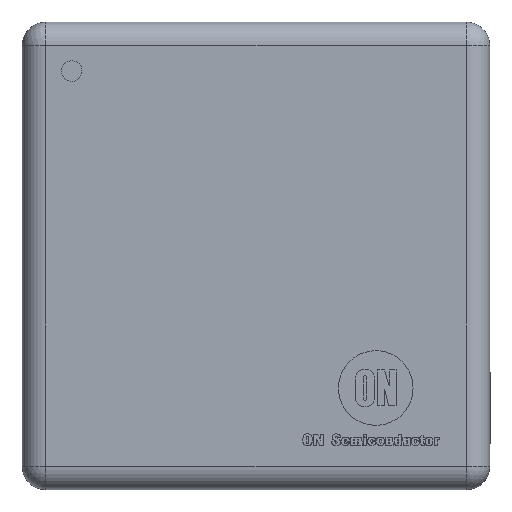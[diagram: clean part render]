
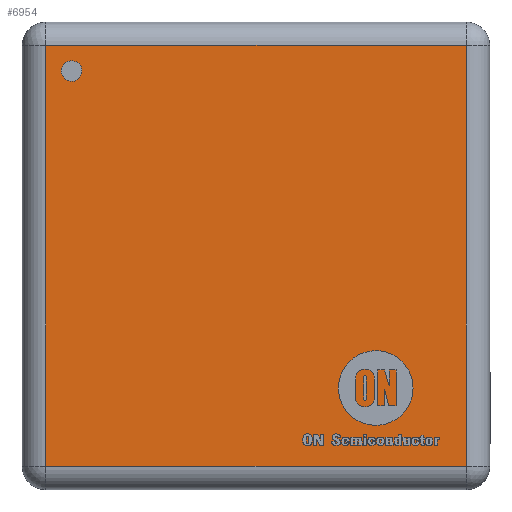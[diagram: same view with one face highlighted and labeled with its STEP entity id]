
A CAD part, top view. The second image highlights one B-rep face of the part: STEP entity #6954.
In plain terms, the highlighted planar face has unit normal (0, 0, 1).
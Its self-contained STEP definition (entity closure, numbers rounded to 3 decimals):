
#704=PLANE('',#7408);
#913=FACE_OUTER_BOUND('',#1325,.T.);
#1325=EDGE_LOOP('',(#4849,#4850,#4851,#4852));
#1741=LINE('',#8790,#2376);
#1743=LINE('',#8798,#2378);
#1745=LINE('',#8808,#2380);
#1747=LINE('',#8817,#2382);
#2376=VECTOR('',#7645,1.8);
#2378=VECTOR('',#7653,1.8);
#2380=VECTOR('',#7665,1.8);
#2382=VECTOR('',#7677,1.8);
#3040=VERTEX_POINT('',#8783);
#3043=VERTEX_POINT('',#8788);
#3044=VERTEX_POINT('',#8792);
#3047=VERTEX_POINT('',#8802);
#3747=EDGE_CURVE('',#3043,#3040,#1741,.T.);
#3751=EDGE_CURVE('',#3040,#3044,#1743,.T.);
#3756=EDGE_CURVE('',#3044,#3047,#1745,.T.);
#3761=EDGE_CURVE('',#3047,#3043,#1747,.T.);
#4849=ORIENTED_EDGE('',*,*,#3747,.F.);
#4850=ORIENTED_EDGE('',*,*,#3761,.F.);
#4851=ORIENTED_EDGE('',*,*,#3756,.F.);
#4852=ORIENTED_EDGE('',*,*,#3751,.F.);
#6954=ADVANCED_FACE('',(#913),#704,.T.);
#7408=AXIS2_PLACEMENT_3D('',#8840,#7705,#7706);
#7645=DIRECTION('',(0.,1.,0.));
#7653=DIRECTION('',(1.,0.,0.));
#7665=DIRECTION('',(0.,-1.,0.));
#7677=DIRECTION('',(-1.,0.,0.));
#7705=DIRECTION('center_axis',(0.,0.,1.));
#7706=DIRECTION('ref_axis',(1.,0.,0.));
#8783=CARTESIAN_POINT('',(-0.9,0.9,0.525));
#8788=CARTESIAN_POINT('',(-0.9,-0.9,0.525));
#8790=CARTESIAN_POINT('',(-0.9,0.5,0.525));
#8792=CARTESIAN_POINT('',(0.9,0.9,0.525));
#8798=CARTESIAN_POINT('',(0.5,0.9,0.525));
#8802=CARTESIAN_POINT('',(0.9,-0.9,0.525));
#8808=CARTESIAN_POINT('',(0.9,-0.5,0.525));
#8817=CARTESIAN_POINT('',(-0.5,-0.9,0.525));
#8840=CARTESIAN_POINT('Origin',(0.,0.,
0.525));
